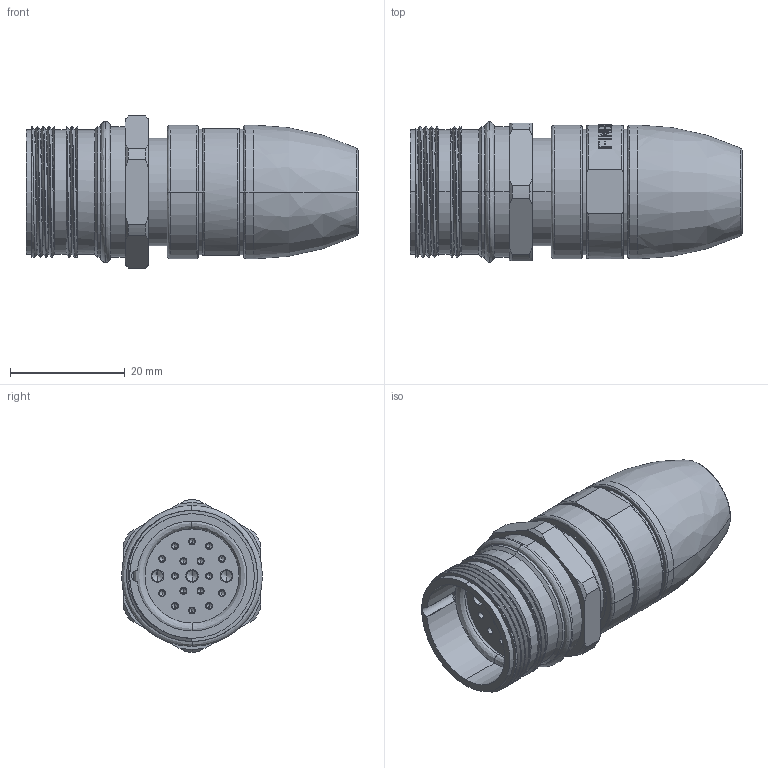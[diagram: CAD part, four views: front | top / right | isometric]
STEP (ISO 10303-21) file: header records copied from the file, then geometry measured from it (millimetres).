
FILE_DESCRIPTION (( 'STEP AP203' ), '1' );
FILE_NAME ('P378.STEP', '2020-04-15T07:17:26', ( 'edpusr' ), ( 'Microsoft' ), 'SwSTEP 2.0', 'SolidWorks 2015', '' );
FILE_SCHEMA (( 'CONFIG_CONTROL_DESIGN' ));
Length unit declared in the file: millimetre
Products named in the file (1): P378
Bounding box: 57.8 x 24.5 x 26.5 mm (x, y, z)
Volume: 11709 mm3; surface area: 12448.3 mm2
Topology: 4 solids, 4 shells, 416 faces, 1015 edges, 631 vertices
Faces by surface type: cylinder 160, plane 124, bspline 76, cone 56
Entity records: 21359 total; most frequent: CARTESIAN_POINT 11973, ORIENTED_EDGE 1954, DIRECTION 1890, EDGE_CURVE 977, AXIS2_PLACEMENT_3D 748, VERTEX_POINT 631, EDGE_LOOP 484, ADVANCED_FACE 416
